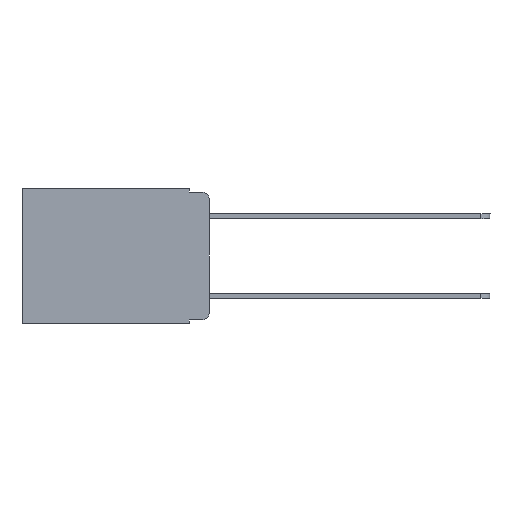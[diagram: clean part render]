
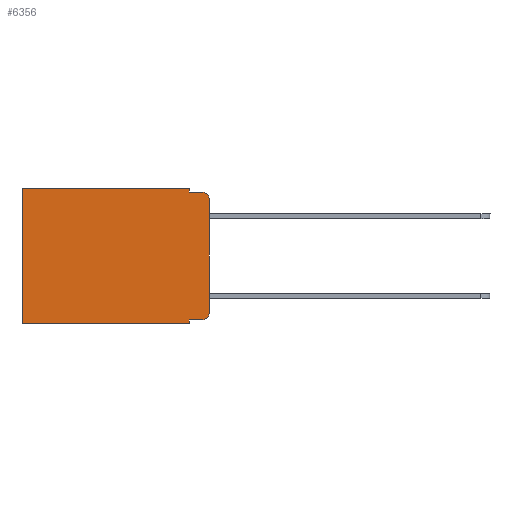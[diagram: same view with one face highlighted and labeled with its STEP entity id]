
A CAD part, left-side view. The second image highlights one B-rep face of the part: STEP entity #6356.
In plain terms, the highlighted planar face has unit normal (-1, 0, 0).
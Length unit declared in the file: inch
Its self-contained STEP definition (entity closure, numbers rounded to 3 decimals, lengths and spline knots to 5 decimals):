
#92 = CARTESIAN_POINT ( 'NONE',  ( 0.298, 0., 0. ) ) ;
#213 = CARTESIAN_POINT ( 'NONE',  ( 0.298, 0.473, 0. ) ) ;
#255 = ORIENTED_EDGE ( 'NONE', *, *, #10992, .F. ) ;
#279 = VECTOR ( 'NONE', #9231, 39.37008 ) ;
#397 = LINE ( 'NONE', #9625, #4469 ) ;
#509 = DIRECTION ( 'NONE',  ( 0., 0., -1. ) ) ;
#960 = ORIENTED_EDGE ( 'NONE', *, *, #9437, .T. ) ;
#1183 = CARTESIAN_POINT ( 'NONE',  ( 0.298, 0., -0.313 ) ) ;
#1493 = AXIS2_PLACEMENT_3D ( 'NONE', #7006, #1973, #10394 ) ;
#1615 = VECTOR ( 'NONE', #7021, 39.37008 ) ;
#1734 = DIRECTION ( 'NONE',  ( 0., 0., -1. ) ) ;
#1839 = VERTEX_POINT ( 'NONE', #5320 ) ;
#1858 = ORIENTED_EDGE ( 'NONE', *, *, #10208, .F. ) ;
#1901 = CARTESIAN_POINT ( 'NONE',  ( 0.298, 0.02, -0.313 ) ) ;
#1934 = CARTESIAN_POINT ( 'NONE',  ( 0.298, 0., -0.343 ) ) ;
#1973 = DIRECTION ( 'NONE',  ( 1., 0., 0. ) ) ;
#2127 = DIRECTION ( 'NONE',  ( 0., -1., 0. ) ) ;
#2196 = CIRCLE ( 'NONE', #5912, 0.02 ) ;
#2207 = EDGE_CURVE ( 'NONE', #5865, #10815, #397, .T. ) ;
#2617 = EDGE_CURVE ( 'NONE', #5416, #10545, #2196, .T. ) ;
#2618 = ORIENTED_EDGE ( 'NONE', *, *, #2617, .T. ) ;
#2738 = DIRECTION ( 'NONE',  ( 0., 0., -1. ) ) ;
#2944 = LINE ( 'NONE', #3830, #8585 ) ;
#2945 = LINE ( 'NONE', #5597, #6166 ) ;
#3424 = ORIENTED_EDGE ( 'NONE', *, *, #9057, .T. ) ;
#3582 = EDGE_CURVE ( 'NONE', #4740, #10815, #8898, .T. ) ;
#3628 = PLANE ( 'NONE',  #1493 ) ;
#3685 = VERTEX_POINT ( 'NONE', #4012 ) ;
#3830 = CARTESIAN_POINT ( 'NONE',  ( 0.298, 0.051, 0. ) ) ;
#3843 = AXIS2_PLACEMENT_3D ( 'NONE', #5616, #3904, #6349 ) ;
#3904 = DIRECTION ( 'NONE',  ( -1., 0., 0. ) ) ;
#3937 = ORIENTED_EDGE ( 'NONE', *, *, #3582, .F. ) ;
#4012 = CARTESIAN_POINT ( 'NONE',  ( 0.298, 0.051, -0.01 ) ) ;
#4216 = VERTEX_POINT ( 'NONE', #9395 ) ;
#4231 = EDGE_CURVE ( 'NONE', #4517, #5416, #8454, .T. ) ;
#4324 = CARTESIAN_POINT ( 'NONE',  ( 0.298, 0.051, -0.333 ) ) ;
#4469 = VECTOR ( 'NONE', #7165, 39.37008 ) ;
#4517 = VERTEX_POINT ( 'NONE', #6270 ) ;
#4519 = ORIENTED_EDGE ( 'NONE', *, *, #9828, .F. ) ;
#4564 = ORIENTED_EDGE ( 'NONE', *, *, #2207, .T. ) ;
#4740 = VERTEX_POINT ( 'NONE', #10302 ) ;
#5320 = CARTESIAN_POINT ( 'NONE',  ( 0.298, 0., -0.03 ) ) ;
#5416 = VERTEX_POINT ( 'NONE', #6232 ) ;
#5504 = CARTESIAN_POINT ( 'NONE',  ( 0.298, 0.051, 0. ) ) ;
#5597 = CARTESIAN_POINT ( 'NONE',  ( 0.298, 0., 0. ) ) ;
#5616 = CARTESIAN_POINT ( 'NONE',  ( 0.298, 0.02, -0.03 ) ) ;
#5861 = EDGE_CURVE ( 'NONE', #9587, #3685, #2944, .T. ) ;
#5865 = VERTEX_POINT ( 'NONE', #213 ) ;
#5868 = ORIENTED_EDGE ( 'NONE', *, *, #5861, .F. ) ;
#5912 = AXIS2_PLACEMENT_3D ( 'NONE', #1901, #6684, #8408 ) ;
#6166 = VECTOR ( 'NONE', #6335, 39.37008 ) ;
#6232 = CARTESIAN_POINT ( 'NONE',  ( 0.298, 0.02, -0.333 ) ) ;
#6270 = CARTESIAN_POINT ( 'NONE',  ( 0.298, 0.051, -0.333 ) ) ;
#6335 = DIRECTION ( 'NONE',  ( 0., 1., 0. ) ) ;
#6349 = DIRECTION ( 'NONE',  ( 0., 0., -1. ) ) ;
#6356 = ADVANCED_FACE ( 'NONE', ( #6847 ), #3628, .F. ) ;
#6684 = DIRECTION ( 'NONE',  ( -1., 0., 0. ) ) ;
#6847 = FACE_OUTER_BOUND ( 'NONE', #10437, .T. ) ;
#7006 = CARTESIAN_POINT ( 'NONE',  ( 0.298, 0., 0. ) ) ;
#7021 = DIRECTION ( 'NONE',  ( 0., 1., 0. ) ) ;
#7041 = LINE ( 'NONE', #92, #10761 ) ;
#7165 = DIRECTION ( 'NONE',  ( 0., 0., -1. ) ) ;
#7611 = CARTESIAN_POINT ( 'NONE',  ( 0.298, 0.473, -0.343 ) ) ;
#7743 = VECTOR ( 'NONE', #509, 39.37008 ) ;
#8164 = CARTESIAN_POINT ( 'NONE',  ( 0.298, 0.051, 0. ) ) ;
#8408 = DIRECTION ( 'NONE',  ( 0., 0., -1. ) ) ;
#8454 = LINE ( 'NONE', #4324, #279 ) ;
#8585 = VECTOR ( 'NONE', #2738, 39.37008 ) ;
#8638 = CIRCLE ( 'NONE', #3843, 0.02 ) ;
#8722 = CARTESIAN_POINT ( 'NONE',  ( 0.298, 0.051, -0.01 ) ) ;
#8898 = LINE ( 'NONE', #1934, #1615 ) ;
#9057 = EDGE_CURVE ( 'NONE', #1839, #4216, #8638, .T. ) ;
#9090 = VECTOR ( 'NONE', #2127, 39.37008 ) ;
#9231 = DIRECTION ( 'NONE',  ( 0., -1., 0. ) ) ;
#9395 = CARTESIAN_POINT ( 'NONE',  ( 0.298, 0.02, -0.01 ) ) ;
#9437 = EDGE_CURVE ( 'NONE', #9587, #5865, #2945, .T. ) ;
#9587 = VERTEX_POINT ( 'NONE', #8164 ) ;
#9625 = CARTESIAN_POINT ( 'NONE',  ( 0.298, 0.473, 0. ) ) ;
#9717 = LINE ( 'NONE', #8722, #9090 ) ;
#9828 = EDGE_CURVE ( 'NONE', #1839, #10545, #7041, .T. ) ;
#10208 = EDGE_CURVE ( 'NONE', #4517, #4740, #10517, .T. ) ;
#10302 = CARTESIAN_POINT ( 'NONE',  ( 0.298, 0.051, -0.343 ) ) ;
#10394 = DIRECTION ( 'NONE',  ( 0., 0., -1. ) ) ;
#10437 = EDGE_LOOP ( 'NONE', ( #4519, #3424, #255, #5868, #960, #4564, #3937, #1858, #10934, #2618 ) ) ;
#10517 = LINE ( 'NONE', #5504, #7743 ) ;
#10545 = VERTEX_POINT ( 'NONE', #1183 ) ;
#10761 = VECTOR ( 'NONE', #1734, 39.37008 ) ;
#10815 = VERTEX_POINT ( 'NONE', #7611 ) ;
#10934 = ORIENTED_EDGE ( 'NONE', *, *, #4231, .T. ) ;
#10992 = EDGE_CURVE ( 'NONE', #3685, #4216, #9717, .T. ) ;
